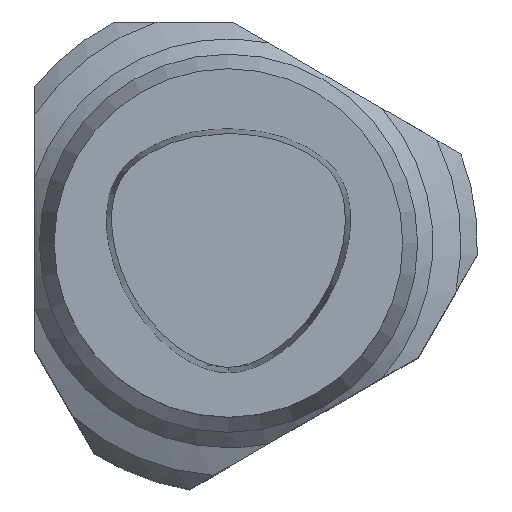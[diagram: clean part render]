
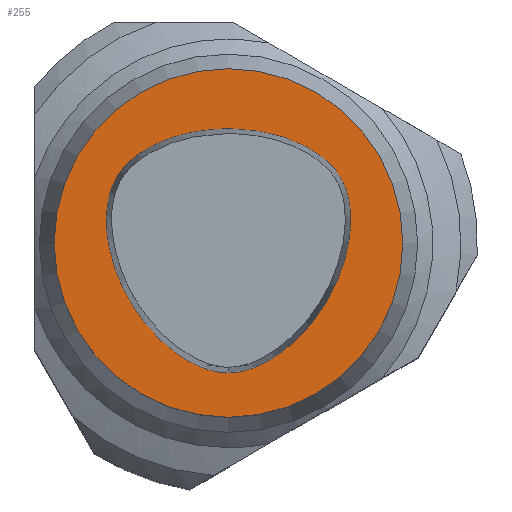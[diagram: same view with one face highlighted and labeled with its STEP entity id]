
A CAD part, top view. The second image highlights one B-rep face of the part: STEP entity #255.
In plain terms, the highlighted planar face has unit normal (0, 0, 1).
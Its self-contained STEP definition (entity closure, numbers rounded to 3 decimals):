
#218=EDGE_CURVE('Unnamed[1]',#571,#572,#573,.T.);
#255=ADVANCED_FACE('Unnamed[1]',(#625,#626),#627,.T.);
#277=EDGE_CURVE('Unnamed[1]',#572,#655,#656,.T.);
#388=EDGE_CURVE('Unnamed[1]',#793,#793,#794,.T.);
#419=EDGE_CURVE('Unnamed[1]',#655,#571,#829,.T.);
#571=VERTEX_POINT('',#1145);
#572=VERTEX_POINT('',#1146);
#573=B_SPLINE_CURVE_WITH_KNOTS('',3,(#1147,#1148,#1149,#1150,#1151,#1152,#1153,#1154,#1155,#1156,#1157,#1158,#1159,#1160,#1161,#1162,#1163),.UNSPECIFIED.,.F.,.F.,(4,1,1,1,1,1,1,1,1,1,1,1,1,1,4),(-13.23,-12.817,-12.403,-11.99,-11.576,-11.163,-10.956,-10.75,-10.336,-9.923,-9.096,-8.269,-7.442,-7.029,-6.615),.UNSPECIFIED.);
#625=FACE_OUTER_BOUND('',#1269,.T.);
#626=FACE_BOUND('',#1270,.T.);
#627=PLANE('',#1271);
#655=VERTEX_POINT('',#1336);
#656=B_SPLINE_CURVE_WITH_KNOTS('',3,(#1337,#1338,#1339,#1340,#1341,#1342,#1343,#1344,#1345,#1346,#1347,#1348,#1349,#1350,#1351,#1352,#1353,#1354),.UNSPECIFIED.,.F.,.F.,(4,1,1,1,1,1,1,1,1,2,1,1,1,1,4),(-6.615,-6.202,-5.788,-5.375,-4.961,-4.134,-3.308,-2.894,-2.481,-2.067,-1.654,-1.24,-0.827,-0.413,0.0),.UNSPECIFIED.);
#793=VERTEX_POINT('',#1681);
#794=CIRCLE('',#1682,31.5);
#829=CIRCLE('',#1738,0.95);
#1145=CARTESIAN_POINT('',(0.045,20.677,0.));
#1146=CARTESIAN_POINT('',(0.044,-23.469,0.));
#1147=CARTESIAN_POINT('',(0.045,20.677,0.));
#1148=CARTESIAN_POINT('',(1.424,20.61,0.));
#1149=CARTESIAN_POINT('',(4.223,20.484,0.));
#1150=CARTESIAN_POINT('',(8.472,19.689,0.));
#1151=CARTESIAN_POINT('',(12.514,18.243,0.));
#1152=CARTESIAN_POINT('',(16.304,16.173,0.));
#1153=CARTESIAN_POINT('',(19.145,13.704,0.));
#1154=CARTESIAN_POINT('',(20.732,11.101,0.));
#1155=CARTESIAN_POINT('',(21.783,8.281,0.));
#1156=CARTESIAN_POINT('',(22.226,4.609,0.));
#1157=CARTESIAN_POINT('',(21.744,-1.113,0.0));
#1158=CARTESIAN_POINT('',(19.552,-7.954,0.));
#1159=CARTESIAN_POINT('',(14.957,-15.209,0.));
#1160=CARTESIAN_POINT('',(9.668,-20.083,0.));
#1161=CARTESIAN_POINT('',(4.516,-22.795,0.));
#1162=CARTESIAN_POINT('',(1.559,-23.461,0.));
#1163=CARTESIAN_POINT('',(0.044,-23.469,0.));
#1269=EDGE_LOOP('',(#2021));
#1270=EDGE_LOOP('',(#2022,#2023,#2024));
#1271=AXIS2_PLACEMENT_3D('',#2025,#2026,#2027);
#1336=CARTESIAN_POINT('',(-0.045,20.677,0.));
#1337=CARTESIAN_POINT('',(0.044,-23.469,0.));
#1338=CARTESIAN_POINT('',(-1.471,-23.477,0.));
#1339=CARTESIAN_POINT('',(-4.439,-22.821,0.));
#1340=CARTESIAN_POINT('',(-8.35,-20.8,0.));
#1341=CARTESIAN_POINT('',(-11.745,-18.156,0.));
#1342=CARTESIAN_POINT('',(-15.699,-14.041,0.));
#1343=CARTESIAN_POINT('',(-19.535,-8.006,0.0));
#1344=CARTESIAN_POINT('',(-21.721,-1.161,0.));
#1345=CARTESIAN_POINT('',(-22.249,4.55,0.0));
#1346=CARTESIAN_POINT('',(-21.665,9.002,0.0));
#1347=CARTESIAN_POINT('',(-20.395,11.778,0.));
#1348=CARTESIAN_POINT('',(-18.593,14.198,0.0));
#1349=CARTESIAN_POINT('',(-16.323,16.178,0.));
#1350=CARTESIAN_POINT('',(-12.508,18.252,0.));
#1351=CARTESIAN_POINT('',(-8.468,19.679,0.));
#1352=CARTESIAN_POINT('',(-4.23,20.488,0.));
#1353=CARTESIAN_POINT('',(-1.423,20.613,0.));
#1354=CARTESIAN_POINT('',(-0.045,20.677,0.));
#1681=CARTESIAN_POINT('',(0.,-31.5,0.));
#1682=AXIS2_PLACEMENT_3D('',#2194,#2195,#2196);
#1738=AXIS2_PLACEMENT_3D('',#2236,#2237,#2238);
#2021=ORIENTED_EDGE('',*,*,#388,.T.);
#2022=ORIENTED_EDGE('',*,*,#218,.T.);
#2023=ORIENTED_EDGE('',*,*,#277,.T.);
#2024=ORIENTED_EDGE('',*,*,#419,.T.);
#2025=CARTESIAN_POINT('',(0.,-15.75,0.));
#2026=DIRECTION('',(0.,0.,1.0));
#2027=DIRECTION('',(1.0,0.,0.0));
#2194=CARTESIAN_POINT('',(0.,0.,0.));
#2195=DIRECTION('',(0.,0.,1.0));
#2196=DIRECTION('',(0.,-1.0,0.));
#2236=CARTESIAN_POINT('',(-0.001,19.728,0.));
#2237=DIRECTION('',(0.,0.,-1.0));
#2238=DIRECTION('',(-0.046,0.999,0.));
